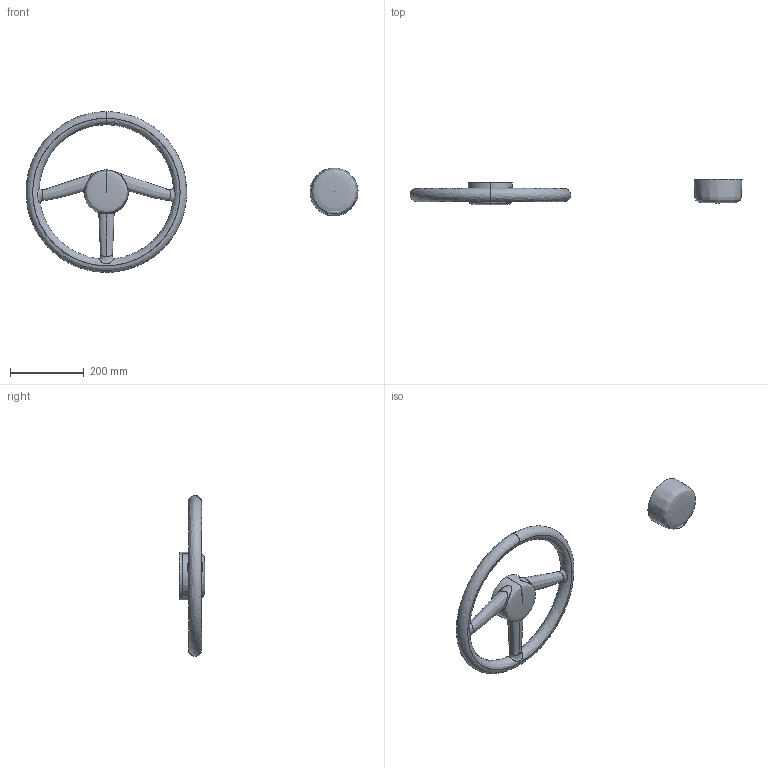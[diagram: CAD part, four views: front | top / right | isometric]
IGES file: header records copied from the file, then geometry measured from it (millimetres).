
Global section: file name: 89HSteering wheel2.igs; native system: Rhinoceros ( Mar 31 2006 ); preprocessor: Trout Lake IGES 012 Mar 31 2006; date: 070509.070517; units: millimetre
Bounding box: 900.57 x 70.35 x 436 mm (x, y, z)
Surface area: 247807.5 mm2 (no closed solid volume)
Topology: 0 solids, 0 shells, 18 faces, 1337 edges, 1321 vertices
Faces by surface type: bspline 18
